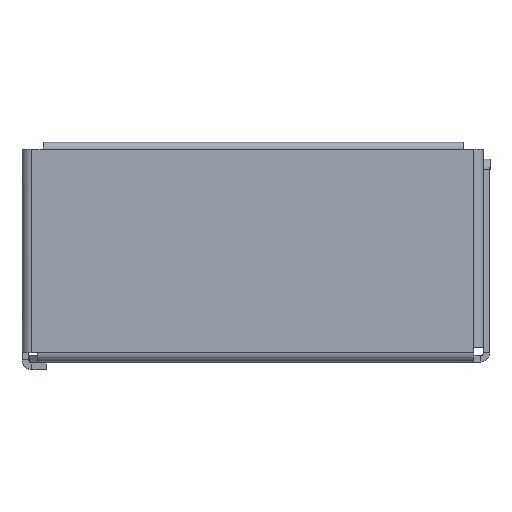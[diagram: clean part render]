
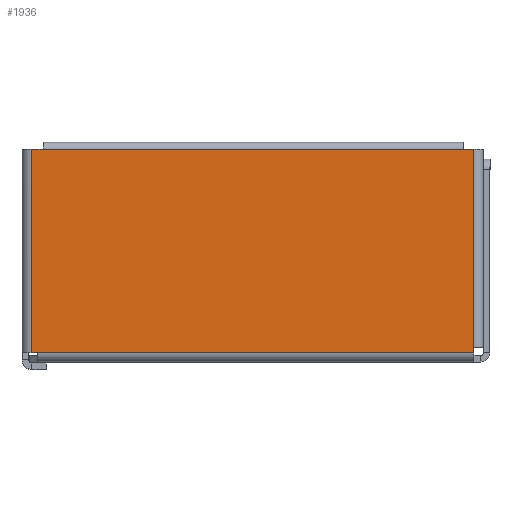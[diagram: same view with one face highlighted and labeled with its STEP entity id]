
A CAD part, left-side view. The second image highlights one B-rep face of the part: STEP entity #1936.
In plain terms, the highlighted planar face has unit normal (-1, 0, 0).
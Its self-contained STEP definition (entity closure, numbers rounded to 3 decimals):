
#35 = VERTEX_POINT ( 'NONE', #2999 ) ;
#43 = EDGE_CURVE ( 'NONE', #2381, #1243, #2785, .T. ) ;
#84 = VECTOR ( 'NONE', #1872, 1000. ) ;
#113 = CARTESIAN_POINT ( 'NONE',  ( -1.25, 41., -18.25 ) ) ;
#115 = CARTESIAN_POINT ( 'NONE',  ( -1.25, 42.25, 20. ) ) ;
#132 = LINE ( 'NONE', #1818, #1107 ) ;
#180 = EDGE_CURVE ( 'NONE', #578, #35, #2625, .T. ) ;
#185 = EDGE_LOOP ( 'NONE', ( #2948, #2417, #888, #633, #520, #1189, #1602, #1430 ) ) ;
#240 = DIRECTION ( 'NONE',  ( 0., -1., 0. ) ) ;
#249 = LINE ( 'NONE', #1707, #901 ) ;
#282 = VECTOR ( 'NONE', #2150, 1000. ) ;
#292 = LINE ( 'NONE', #953, #282 ) ;
#329 = DIRECTION ( 'NONE',  ( 0., -1., 0. ) ) ;
#497 = CARTESIAN_POINT ( 'NONE',  ( -1.25, 42.25, 20. ) ) ;
#520 = ORIENTED_EDGE ( 'NONE', *, *, #1608, .T. ) ;
#578 = VERTEX_POINT ( 'NONE', #113 ) ;
#591 = DIRECTION ( 'NONE',  ( 0., 0., -1. ) ) ;
#633 = ORIENTED_EDGE ( 'NONE', *, *, #1429, .F. ) ;
#638 = VERTEX_POINT ( 'NONE', #651 ) ;
#651 = CARTESIAN_POINT ( 'NONE',  ( -1.25, -39., 20. ) ) ;
#684 = VECTOR ( 'NONE', #240, 1000. ) ;
#732 = EDGE_CURVE ( 'NONE', #1995, #35, #2030, .T. ) ;
#888 = ORIENTED_EDGE ( 'NONE', *, *, #3087, .F. ) ;
#901 = VECTOR ( 'NONE', #2172, 1000. ) ;
#902 = LINE ( 'NONE', #1663, #84 ) ;
#953 = CARTESIAN_POINT ( 'NONE',  ( -1.25, -41., 20. ) ) ;
#1065 = AXIS2_PLACEMENT_3D ( 'NONE', #2878, #1684, #2447 ) ;
#1080 = DIRECTION ( 'NONE',  ( 0., 0., -1. ) ) ;
#1107 = VECTOR ( 'NONE', #329, 1000. ) ;
#1134 = CARTESIAN_POINT ( 'NONE',  ( -1.25, 40., 20. ) ) ;
#1135 = VECTOR ( 'NONE', #1080, 1000. ) ;
#1189 = ORIENTED_EDGE ( 'NONE', *, *, #2143, .F. ) ;
#1243 = VERTEX_POINT ( 'NONE', #2779 ) ;
#1336 = VERTEX_POINT ( 'NONE', #1134 ) ;
#1429 = EDGE_CURVE ( 'NONE', #638, #2667, #132, .T. ) ;
#1430 = ORIENTED_EDGE ( 'NONE', *, *, #2415, .T. ) ;
#1463 = DIRECTION ( 'NONE',  ( 0., 1., 0. ) ) ;
#1470 = CARTESIAN_POINT ( 'NONE',  ( -1.25, -41., 20. ) ) ;
#1602 = ORIENTED_EDGE ( 'NONE', *, *, #43, .T. ) ;
#1608 = EDGE_CURVE ( 'NONE', #638, #1336, #2927, .T. ) ;
#1663 = CARTESIAN_POINT ( 'NONE',  ( -1.25, 41., 20. ) ) ;
#1684 = DIRECTION ( 'NONE',  ( 1., 0., 0. ) ) ;
#1707 = CARTESIAN_POINT ( 'NONE',  ( -1.25, 42.25, -18.25 ) ) ;
#1725 = FACE_OUTER_BOUND ( 'NONE', #185, .T. ) ;
#1818 = CARTESIAN_POINT ( 'NONE',  ( -1.25, 41., 20. ) ) ;
#1872 = DIRECTION ( 'NONE',  ( 0., -1., 0. ) ) ;
#1936 = ADVANCED_FACE ( 'NONE', ( #1725 ), #2154, .F. ) ;
#1995 = VERTEX_POINT ( 'NONE', #2463 ) ;
#2026 = VECTOR ( 'NONE', #1463, 1000. ) ;
#2030 = LINE ( 'NONE', #2989, #2540 ) ;
#2143 = EDGE_CURVE ( 'NONE', #2381, #1336, #902, .T. ) ;
#2150 = DIRECTION ( 'NONE',  ( 0., 0., -1. ) ) ;
#2154 = PLANE ( 'NONE',  #1065 ) ;
#2172 = DIRECTION ( 'NONE',  ( 0., -1., 0. ) ) ;
#2381 = VERTEX_POINT ( 'NONE', #497 ) ;
#2392 = CARTESIAN_POINT ( 'NONE',  ( -1.25, 41., -18.25 ) ) ;
#2415 = EDGE_CURVE ( 'NONE', #1243, #578, #249, .T. ) ;
#2417 = ORIENTED_EDGE ( 'NONE', *, *, #732, .F. ) ;
#2447 = DIRECTION ( 'NONE',  ( 0., 0., -1. ) ) ;
#2463 = CARTESIAN_POINT ( 'NONE',  ( -1.25, -41., -17.25 ) ) ;
#2540 = VECTOR ( 'NONE', #591, 1000. ) ;
#2625 = LINE ( 'NONE', #2392, #684 ) ;
#2657 = CARTESIAN_POINT ( 'NONE',  ( -1.25, -39., 20. ) ) ;
#2667 = VERTEX_POINT ( 'NONE', #1470 ) ;
#2779 = CARTESIAN_POINT ( 'NONE',  ( -1.25, 42.25, -18.25 ) ) ;
#2785 = LINE ( 'NONE', #115, #1135 ) ;
#2878 = CARTESIAN_POINT ( 'NONE',  ( -1.25, 0., 0. ) ) ;
#2927 = LINE ( 'NONE', #2657, #2026 ) ;
#2948 = ORIENTED_EDGE ( 'NONE', *, *, #180, .T. ) ;
#2989 = CARTESIAN_POINT ( 'NONE',  ( -1.25, -41., 0.875 ) ) ;
#2999 = CARTESIAN_POINT ( 'NONE',  ( -1.25, -41., -18.25 ) ) ;
#3087 = EDGE_CURVE ( 'NONE', #2667, #1995, #292, .T. ) ;
